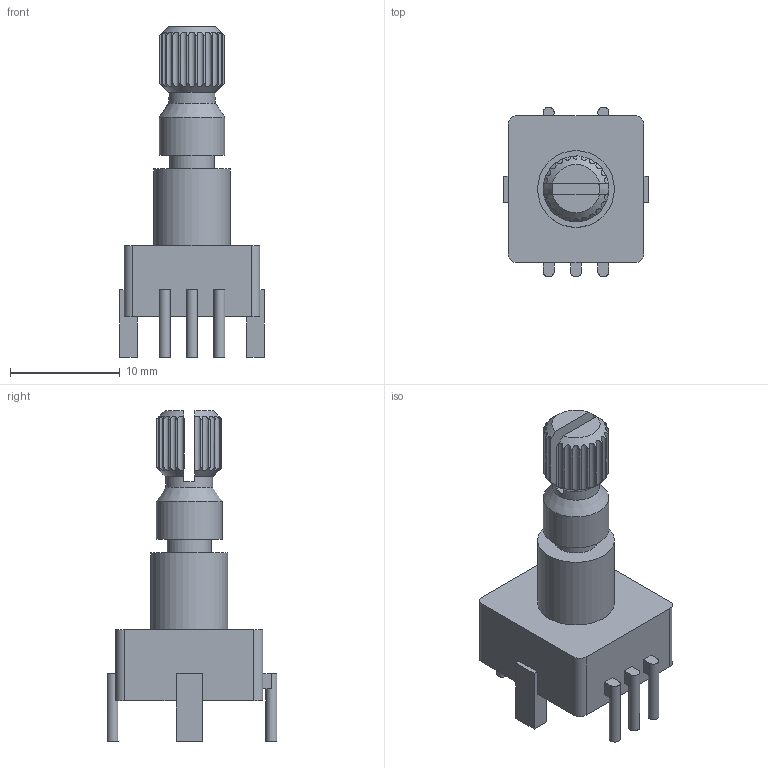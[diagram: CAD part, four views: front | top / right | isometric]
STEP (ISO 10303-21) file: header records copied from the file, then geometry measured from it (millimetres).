
FILE_DESCRIPTION(/* description */ (''),/* implementation_level */ '2;1');
FILE_NAME(/* name */ 'PEC11R-4xxxK-Sxxxx v2.step',/* time_stamp */ '2021-03-27T15:10:50+08:00',/* author */ (''),/* organization */ (''),/* preprocessor_version */ 'ST-DEVELOPER v18.1',/* originating_system */ 'Autodesk Translation Framework v9.10.0.1330',/* authorisation */ '');
FILE_SCHEMA (('AUTOMOTIVE_DESIGN { 1 0 10303 214 3 1 1 }'));
Length unit declared in the file: millimetre
Products named in the file (1): PEC11R-4xxxK-Sxxxx
Bounding box: 13.2 x 15.5 x 30.2 mm (x, y, z)
Volume: 1668.3 mm3; surface area: 1319.8 mm2
Topology: 5 solids, 5 shells, 127 faces, 328 edges, 217 vertices
Faces by surface type: cylinder 63, plane 51, cone 13
Full cylindrical faces by diameter (mm): 1 x5, 4.054 x1, 4.279 x1, 6 x1, 7 x1
Entity records: 4767 total; most frequent: CARTESIAN_POINT 1677, ORIENTED_EDGE 656, DIRECTION 605, EDGE_CURVE 328, VERTEX_POINT 217, AXIS2_PLACEMENT_3D 217, LINE 171, VECTOR 171
